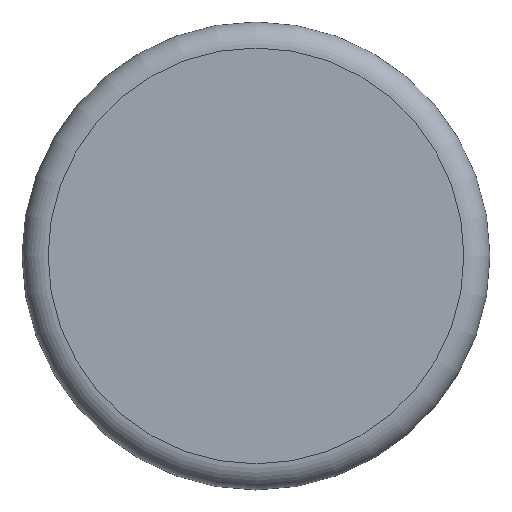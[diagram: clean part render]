
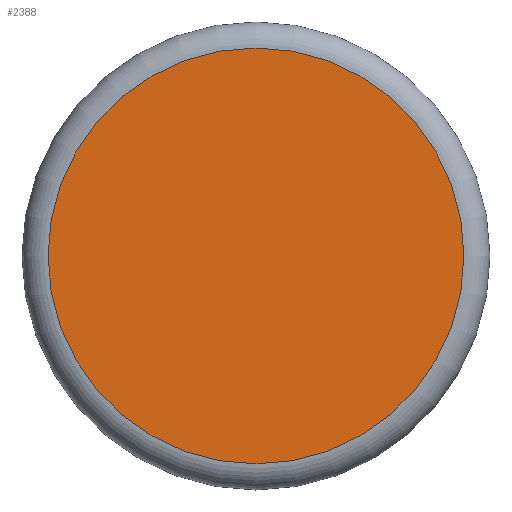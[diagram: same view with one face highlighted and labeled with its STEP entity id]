
A CAD part, top view. The second image highlights one B-rep face of the part: STEP entity #2388.
In plain terms, the highlighted planar face has unit normal (0, 0, 1).
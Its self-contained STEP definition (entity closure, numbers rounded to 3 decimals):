
#106=PLANE('',#2663);
#352=FACE_OUTER_BOUND('',#507,.T.);
#507=EDGE_LOOP('',(#2168));
#632=CIRCLE('',#2664,26.66);
#1180=VERTEX_POINT('',#5241);
#1523=EDGE_CURVE('',#1180,#1180,#632,.T.);
#2168=ORIENTED_EDGE('',*,*,#1523,.T.);
#2388=ADVANCED_FACE('',(#352),#106,.T.);
#2663=AXIS2_PLACEMENT_3D('',#5240,#3324,#3325);
#2664=AXIS2_PLACEMENT_3D('',#5242,#3326,#3327);
#3324=DIRECTION('center_axis',(0.,0.,1.));
#3325=DIRECTION('ref_axis',(1.,0.,0.));
#3326=DIRECTION('center_axis',(0.,0.,1.));
#3327=DIRECTION('ref_axis',(1.,0.,0.));
#5240=CARTESIAN_POINT('Origin',(0.,0.,40.893));
#5241=CARTESIAN_POINT('',(-26.66,0.,40.893));
#5242=CARTESIAN_POINT('Origin',(0.,0.,40.893));
